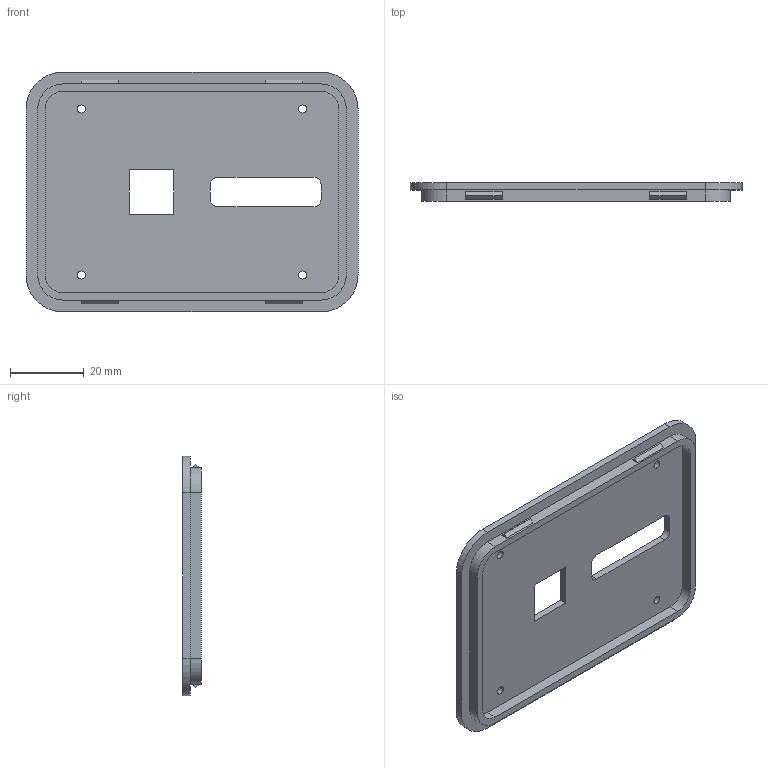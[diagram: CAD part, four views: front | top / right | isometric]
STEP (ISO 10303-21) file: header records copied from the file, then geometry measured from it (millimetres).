
FILE_DESCRIPTION(/* description */ (''),/* implementation_level */ '2;1');
FILE_NAME(/* name */ 'top_spacer.step',/* time_stamp */ '2021-08-23T00:40:57+02:00',/* author */ (''),/* organization */ (''),/* preprocessor_version */ 'ST-DEVELOPER v18.1',/* originating_system */ 'Autodesk Translation Framework v10.9.0.1377',/* authorisation */ '');
FILE_SCHEMA (('AUTOMOTIVE_DESIGN { 1 0 10303 214 3 1 1 }'));
Length unit declared in the file: millimetre
Products named in the file (1): top_spacer
Bounding box: 90 x 5 x 65 mm (x, y, z)
Volume: 12375.4 mm3; surface area: 13258.7 mm2
Topology: 1 solids, 1 shells, 60 faces, 156 edges, 104 vertices
Faces by surface type: plane 40, cylinder 20
Full cylindrical faces by diameter (mm): 2.2 x4
Entity records: 1904 total; most frequent: CARTESIAN_POINT 321, DIRECTION 318, ORIENTED_EDGE 312, EDGE_CURVE 156, LINE 116, VECTOR 116, VERTEX_POINT 104, AXIS2_PLACEMENT_3D 101
